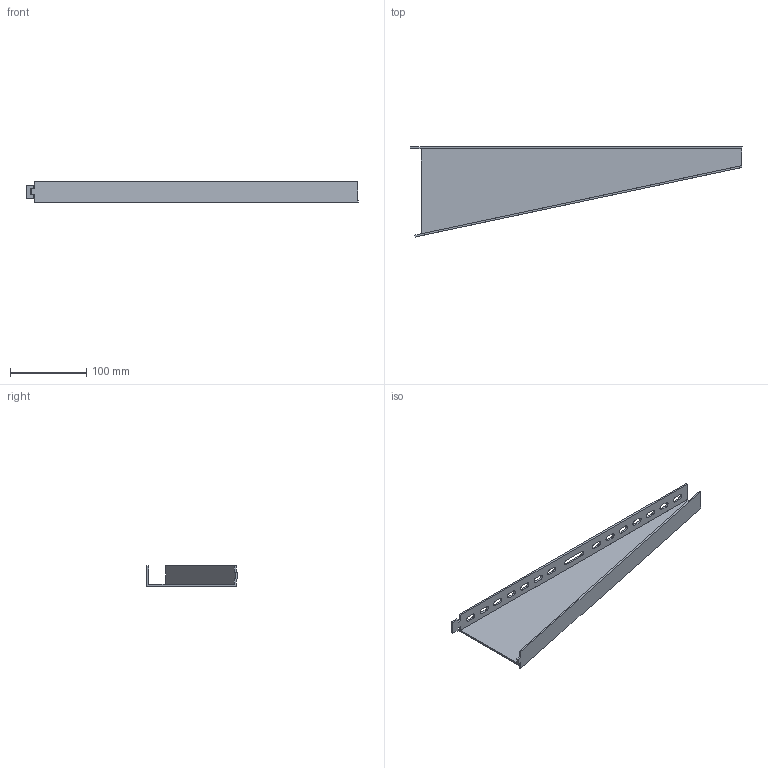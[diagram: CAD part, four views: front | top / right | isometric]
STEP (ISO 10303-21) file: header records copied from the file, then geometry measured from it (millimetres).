
FILE_DESCRIPTION (( 'STEP AP203' ), '1' );
FILE_NAME ('CLP1CL-400-1 Êðîíøòåéí çàìêîâûé îñí.400 ìì.STEP', '2016-03-15T12:58:22', ( '' ), ( '' ), 'SwSTEP 2.0', 'SolidWorks 2014', '' );
FILE_SCHEMA (( 'CONFIG_CONTROL_DESIGN' ));
Length unit declared in the file: millimetre
Products named in the file (1): CLP1CL-400-1 Êðîíøòåéí çàìêîâûé îñí.400 ìì
Bounding box: 435 x 118.07 x 27 mm (x, y, z)
Volume: 124246.7 mm3; surface area: 103808.3 mm2
Topology: 1 solids, 1 shells, 89 faces, 258 edges, 171 vertices
Faces by surface type: plane 58, cylinder 31
Entity records: 3068 total; most frequent: CARTESIAN_POINT 522, ORIENTED_EDGE 516, DIRECTION 499, EDGE_CURVE 258, LINE 195, VECTOR 195, VERTEX_POINT 171, AXIS2_PLACEMENT_3D 152
